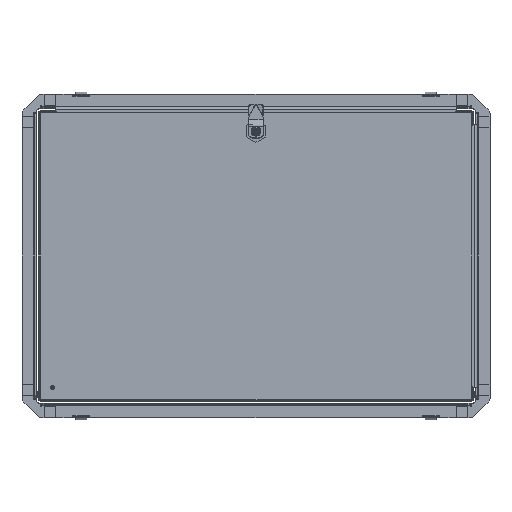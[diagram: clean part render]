
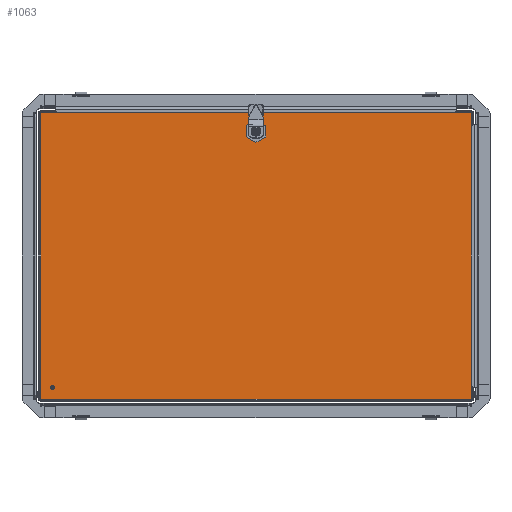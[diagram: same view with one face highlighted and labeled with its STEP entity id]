
A CAD part, front view. The second image highlights one B-rep face of the part: STEP entity #1063.
In plain terms, the highlighted face is planar.
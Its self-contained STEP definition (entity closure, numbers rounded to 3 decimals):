
#414 = EDGE_LOOP ( 'NONE', ( #22280, #11357 ) ) ;
#419 = DIRECTION ( 'NONE',  ( -1., 0., 0. ) ) ;
#801 = EDGE_CURVE ( 'NONE', #3491, #3195, #17526, .T. ) ;
#1063 = ADVANCED_FACE ( 'NONE', ( #33804, #4880, #27186 ), #6117, .T. ) ;
#1165 = VECTOR ( 'NONE', #10178, 1000. ) ;
#1272 = ORIENTED_EDGE ( 'NONE', *, *, #801, .F. ) ;
#1402 = VECTOR ( 'NONE', #5146, 1000. ) ;
#1416 = CARTESIAN_POINT ( 'NONE',  ( 177.806, 10.05, -2. ) ) ;
#2091 = DIRECTION ( 'NONE',  ( -1., 0., 0. ) ) ;
#2309 = LINE ( 'NONE', #22133, #31200 ) ;
#2677 = VERTEX_POINT ( 'NONE', #1416 ) ;
#3195 = VERTEX_POINT ( 'NONE', #11626 ) ;
#3491 = VERTEX_POINT ( 'NONE', #28209 ) ;
#4261 = CARTESIAN_POINT ( 'NONE',  ( 167.694, 10.05, -2. ) ) ;
#4263 = DIRECTION ( 'NONE',  ( 0., 1., 0. ) ) ;
#4471 = DIRECTION ( 'NONE',  ( 0., -1., 0. ) ) ;
#4579 = VECTOR ( 'NONE', #7092, 1000. ) ;
#4797 = VERTEX_POINT ( 'NONE', #21396 ) ;
#4863 = EDGE_CURVE ( 'NONE', #31745, #2677, #20247, .T. ) ;
#4880 = FACE_BOUND ( 'NONE', #5639, .T. ) ;
#4883 = CARTESIAN_POINT ( 'NONE',  ( 167.694, -10.05, -2. ) ) ;
#4913 = AXIS2_PLACEMENT_3D ( 'NONE', #28817, #12000, #31666 ) ;
#4934 = ORIENTED_EDGE ( 'NONE', *, *, #19536, .T. ) ;
#5146 = DIRECTION ( 'NONE',  ( -1., 0., 0. ) ) ;
#5639 = EDGE_LOOP ( 'NONE', ( #30381, #24883, #11583, #30664, #36191, #4934, #10877, #5845 ) ) ;
#5845 = ORIENTED_EDGE ( 'NONE', *, *, #18202, .T. ) ;
#5850 = AXIS2_PLACEMENT_3D ( 'NONE', #25826, #9046, #28640 ) ;
#6117 = PLANE ( 'NONE',  #22094 ) ;
#6372 = VERTEX_POINT ( 'NONE', #23099 ) ;
#6378 = CARTESIAN_POINT ( 'NONE',  ( -185.25, -282., -2. ) ) ;
#6683 = DIRECTION ( 'NONE',  ( 0., 0., -1. ) ) ;
#6868 = AXIS2_PLACEMENT_3D ( 'NONE', #9598, #29208, #12386 ) ;
#6901 = EDGE_CURVE ( 'NONE', #35200, #17633, #2309, .T. ) ;
#7092 = DIRECTION ( 'NONE',  ( -1., 0., 0. ) ) ;
#7303 = EDGE_CURVE ( 'NONE', #17633, #3491, #30067, .T. ) ;
#8874 = VECTOR ( 'NONE', #4471, 1000. ) ;
#9046 = DIRECTION ( 'NONE',  ( 0., 0., 1. ) ) ;
#9598 = CARTESIAN_POINT ( 'NONE',  ( 172.75, 0., -2. ) ) ;
#10178 = DIRECTION ( 'NONE',  ( 0., 1., 0. ) ) ;
#10296 = CARTESIAN_POINT ( 'NONE',  ( 198.75, -299.293, -2. ) ) ;
#10828 = DIRECTION ( 'NONE',  ( 0., -1., 0. ) ) ;
#10877 = ORIENTED_EDGE ( 'NONE', *, *, #18637, .T. ) ;
#10962 = DIRECTION ( 'NONE',  ( 1., 0., 0. ) ) ;
#11357 = ORIENTED_EDGE ( 'NONE', *, *, #25555, .F. ) ;
#11583 = ORIENTED_EDGE ( 'NONE', *, *, #19901, .T. ) ;
#11626 = CARTESIAN_POINT ( 'NONE',  ( -198.75, 298.5, -2. ) ) ;
#12000 = DIRECTION ( 'NONE',  ( 0., 0., 1. ) ) ;
#12386 = DIRECTION ( 'NONE',  ( -1., 0., 0. ) ) ;
#12483 = CIRCLE ( 'NONE', #34010, 3. ) ;
#12843 = LINE ( 'NONE', #4261, #4579 ) ;
#14062 = CIRCLE ( 'NONE', #5850, 11.25 ) ;
#14352 = EDGE_CURVE ( 'NONE', #6372, #21146, #14062, .T. ) ;
#15341 = CARTESIAN_POINT ( 'NONE',  ( 182.8, -5.056, -2. ) ) ;
#15568 = CARTESIAN_POINT ( 'NONE',  ( -198.75, 299.293, -2. ) ) ;
#15603 = CIRCLE ( 'NONE', #4913, 11.25 ) ;
#15647 = VERTEX_POINT ( 'NONE', #6378 ) ;
#17125 = DIRECTION ( 'NONE',  ( 0., 0., -1. ) ) ;
#17328 = DIRECTION ( 'NONE',  ( -1., 0., 0. ) ) ;
#17526 = LINE ( 'NONE', #24598, #1402 ) ;
#17633 = VERTEX_POINT ( 'NONE', #26447 ) ;
#18177 = CARTESIAN_POINT ( 'NONE',  ( -198.75, -298.5, -2. ) ) ;
#18202 = EDGE_CURVE ( 'NONE', #4797, #31745, #24482, .T. ) ;
#18637 = EDGE_CURVE ( 'NONE', #22194, #4797, #15603, .T. ) ;
#18789 = DIRECTION ( 'NONE',  ( 0., 0., 1. ) ) ;
#19020 = EDGE_CURVE ( 'NONE', #15647, #34236, #35811, .T. ) ;
#19536 = EDGE_CURVE ( 'NONE', #21146, #22194, #35364, .T. ) ;
#19901 = EDGE_CURVE ( 'NONE', #24136, #26776, #35754, .T. ) ;
#20247 = CIRCLE ( 'NONE', #34271, 11.25 ) ;
#21138 = ORIENTED_EDGE ( 'NONE', *, *, #7303, .F. ) ;
#21146 = VERTEX_POINT ( 'NONE', #31988 ) ;
#21396 = CARTESIAN_POINT ( 'NONE',  ( 182.8, -5.056, -2. ) ) ;
#21550 = CARTESIAN_POINT ( 'NONE',  ( 167.694, 10.05, -2. ) ) ;
#22094 = AXIS2_PLACEMENT_3D ( 'NONE', #31325, #34153, #17328 ) ;
#22133 = CARTESIAN_POINT ( 'NONE',  ( -199.543, -298.5, -2. ) ) ;
#22194 = VERTEX_POINT ( 'NONE', #34099 ) ;
#22280 = ORIENTED_EDGE ( 'NONE', *, *, #19020, .F. ) ;
#22685 = LINE ( 'NONE', #27603, #29274 ) ;
#22840 = CARTESIAN_POINT ( 'NONE',  ( 182.8, 5.056, -2. ) ) ;
#23099 = CARTESIAN_POINT ( 'NONE',  ( 162.7, -5.056, -2. ) ) ;
#23235 = EDGE_CURVE ( 'NONE', #26776, #6372, #22685, .T. ) ;
#23431 = CARTESIAN_POINT ( 'NONE',  ( -182.25, -282., -2. ) ) ;
#23608 = VECTOR ( 'NONE', #4263, 1000. ) ;
#24136 = VERTEX_POINT ( 'NONE', #21550 ) ;
#24482 = LINE ( 'NONE', #15341, #23608 ) ;
#24598 = CARTESIAN_POINT ( 'NONE',  ( 199.543, 298.5, -2. ) ) ;
#24883 = ORIENTED_EDGE ( 'NONE', *, *, #35209, .T. ) ;
#25555 = EDGE_CURVE ( 'NONE', #34236, #15647, #12483, .T. ) ;
#25826 = CARTESIAN_POINT ( 'NONE',  ( 172.75, 0., -2. ) ) ;
#26145 = ORIENTED_EDGE ( 'NONE', *, *, #35760, .F. ) ;
#26244 = DIRECTION ( 'NONE',  ( -1., 0., 0. ) ) ;
#26447 = CARTESIAN_POINT ( 'NONE',  ( 198.75, -298.5, -2. ) ) ;
#26776 = VERTEX_POINT ( 'NONE', #30057 ) ;
#26949 = VECTOR ( 'NONE', #30203, 1000. ) ;
#27186 = FACE_OUTER_BOUND ( 'NONE', #33886, .T. ) ;
#27603 = CARTESIAN_POINT ( 'NONE',  ( 162.7, -5.056, -2. ) ) ;
#27689 = CARTESIAN_POINT ( 'NONE',  ( -179.25, -282., -2. ) ) ;
#28209 = CARTESIAN_POINT ( 'NONE',  ( 198.75, 298.5, -2. ) ) ;
#28640 = DIRECTION ( 'NONE',  ( -1., 0., 0. ) ) ;
#28817 = CARTESIAN_POINT ( 'NONE',  ( 172.75, 0., -2. ) ) ;
#29208 = DIRECTION ( 'NONE',  ( 0., 0., 1. ) ) ;
#29274 = VECTOR ( 'NONE', #10828, 1000. ) ;
#30057 = CARTESIAN_POINT ( 'NONE',  ( 162.7, 5.056, -2. ) ) ;
#30067 = LINE ( 'NONE', #10296, #1165 ) ;
#30203 = DIRECTION ( 'NONE',  ( 1., 0., 0. ) ) ;
#30381 = ORIENTED_EDGE ( 'NONE', *, *, #4863, .T. ) ;
#30664 = ORIENTED_EDGE ( 'NONE', *, *, #23235, .T. ) ;
#31200 = VECTOR ( 'NONE', #10962, 1000. ) ;
#31227 = LINE ( 'NONE', #15568, #8874 ) ;
#31325 = CARTESIAN_POINT ( 'NONE',  ( 0., 0., -2. ) ) ;
#31666 = DIRECTION ( 'NONE',  ( -1., 0., 0. ) ) ;
#31745 = VERTEX_POINT ( 'NONE', #22840 ) ;
#31988 = CARTESIAN_POINT ( 'NONE',  ( 167.694, -10.05, -2. ) ) ;
#33552 = AXIS2_PLACEMENT_3D ( 'NONE', #33959, #17125, #419 ) ;
#33804 = FACE_BOUND ( 'NONE', #414, .T. ) ;
#33886 = EDGE_LOOP ( 'NONE', ( #21138, #35740, #26145, #1272 ) ) ;
#33959 = CARTESIAN_POINT ( 'NONE',  ( -182.25, -282., -2. ) ) ;
#34010 = AXIS2_PLACEMENT_3D ( 'NONE', #23431, #6683, #26244 ) ;
#34099 = CARTESIAN_POINT ( 'NONE',  ( 177.806, -10.05, -2. ) ) ;
#34153 = DIRECTION ( 'NONE',  ( 0., 0., -1. ) ) ;
#34236 = VERTEX_POINT ( 'NONE', #27689 ) ;
#34271 = AXIS2_PLACEMENT_3D ( 'NONE', #35670, #18789, #2091 ) ;
#35200 = VERTEX_POINT ( 'NONE', #18177 ) ;
#35209 = EDGE_CURVE ( 'NONE', #2677, #24136, #12843, .T. ) ;
#35364 = LINE ( 'NONE', #4883, #26949 ) ;
#35670 = CARTESIAN_POINT ( 'NONE',  ( 172.75, 0., -2. ) ) ;
#35740 = ORIENTED_EDGE ( 'NONE', *, *, #6901, .F. ) ;
#35754 = CIRCLE ( 'NONE', #6868, 11.25 ) ;
#35760 = EDGE_CURVE ( 'NONE', #3195, #35200, #31227, .T. ) ;
#35811 = CIRCLE ( 'NONE', #33552, 3. ) ;
#36191 = ORIENTED_EDGE ( 'NONE', *, *, #14352, .T. ) ;
